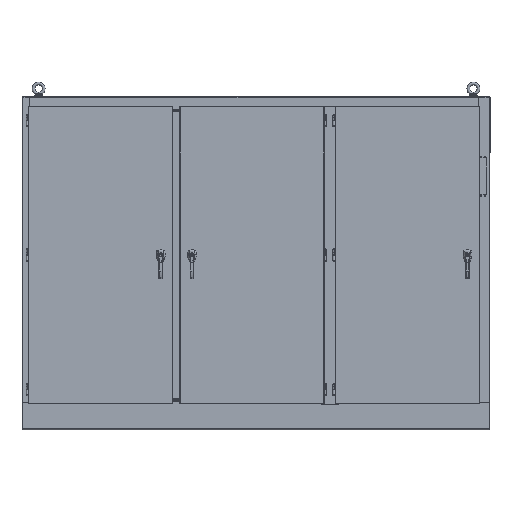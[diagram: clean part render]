
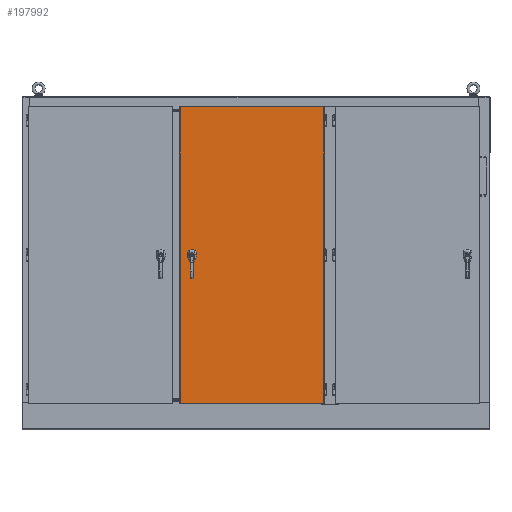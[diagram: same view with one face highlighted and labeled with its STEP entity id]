
A CAD part, top view. The second image highlights one B-rep face of the part: STEP entity #197992.
In plain terms, the highlighted face is planar.
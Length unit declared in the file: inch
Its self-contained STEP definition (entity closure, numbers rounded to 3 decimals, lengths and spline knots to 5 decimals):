
#11904 = CARTESIAN_POINT ( 'NONE',  ( 4.77899, -19.24331, 0. ) ) ;
#13284 = ORIENTED_EDGE ( 'NONE', *, *, #214633, .F. ) ;
#23641 = FACE_OUTER_BOUND ( 'NONE', #157539, .T. ) ;
#23683 = CARTESIAN_POINT ( 'NONE',  ( 0., -19.24331, 81.5002 ) ) ;
#28209 = CARTESIAN_POINT ( 'NONE',  ( 4.77899, -19.24331, 6.37518 ) ) ;
#42812 = DIRECTION ( 'NONE',  ( 1., 0., 0. ) ) ;
#54634 = LINE ( 'NONE', #11904, #157776 ) ;
#58575 = CARTESIAN_POINT ( 'NONE',  ( -31.72099, -19.24331, 0. ) ) ;
#73153 = VERTEX_POINT ( 'NONE', #156965 ) ;
#83052 = LINE ( 'NONE', #23683, #103214 ) ;
#94664 = LINE ( 'NONE', #58575, #186484 ) ;
#96242 = ORIENTED_EDGE ( 'NONE', *, *, #204046, .T. ) ;
#98125 = CARTESIAN_POINT ( 'NONE',  ( 0., -19.24331, 6.37518 ) ) ;
#102558 = CARTESIAN_POINT ( 'NONE',  ( -31.72099, -19.24331, 81.5002 ) ) ;
#103214 = VECTOR ( 'NONE', #153318, 39.37008 ) ;
#105528 = LINE ( 'NONE', #98125, #125403 ) ;
#114485 = VERTEX_POINT ( 'NONE', #220536 ) ;
#120617 = DIRECTION ( 'NONE',  ( 0., 0., 1. ) ) ;
#125325 = ORIENTED_EDGE ( 'NONE', *, *, #180486, .T. ) ;
#125403 = VECTOR ( 'NONE', #42812, 39.37008 ) ;
#136018 = PLANE ( 'NONE',  #225432 ) ;
#148162 = EDGE_CURVE ( 'NONE', #73153, #169780, #94664, .T. ) ;
#150592 = DIRECTION ( 'NONE',  ( 0., 0., 1. ) ) ;
#153318 = DIRECTION ( 'NONE',  ( 1., 0., 0. ) ) ;
#153814 = DIRECTION ( 'NONE',  ( 0., 0., -1. ) ) ;
#154612 = DIRECTION ( 'NONE',  ( 0., -1., 0. ) ) ;
#156965 = CARTESIAN_POINT ( 'NONE',  ( -31.72099, -19.24331, 6.37518 ) ) ;
#157539 = EDGE_LOOP ( 'NONE', ( #96242, #125325, #13284, #188044 ) ) ;
#157776 = VECTOR ( 'NONE', #120617, 39.37008 ) ;
#169780 = VERTEX_POINT ( 'NONE', #102558 ) ;
#173127 = CARTESIAN_POINT ( 'NONE',  ( 0., -19.24331, 0. ) ) ;
#180486 = EDGE_CURVE ( 'NONE', #228316, #114485, #54634, .T. ) ;
#186484 = VECTOR ( 'NONE', #150592, 39.37008 ) ;
#188044 = ORIENTED_EDGE ( 'NONE', *, *, #148162, .F. ) ;
#197992 = ADVANCED_FACE ( 'NONE', ( #23641 ), #136018, .T. ) ;
#204046 = EDGE_CURVE ( 'NONE', #73153, #228316, #105528, .T. ) ;
#214633 = EDGE_CURVE ( 'NONE', #169780, #114485, #83052, .T. ) ;
#220536 = CARTESIAN_POINT ( 'NONE',  ( 4.77899, -19.24331, 81.5002 ) ) ;
#225432 = AXIS2_PLACEMENT_3D ( 'NONE', #173127, #154612, #153814 ) ;
#228316 = VERTEX_POINT ( 'NONE', #28209 ) ;
